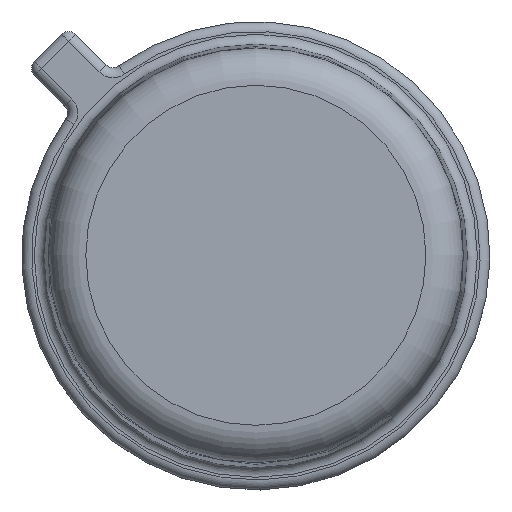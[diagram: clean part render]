
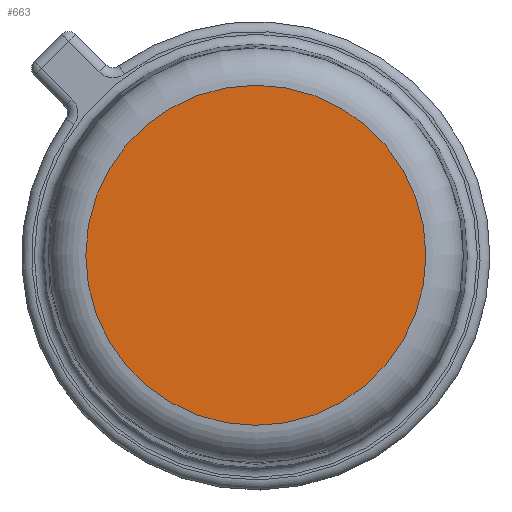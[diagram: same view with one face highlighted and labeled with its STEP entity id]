
A CAD part, top view. The second image highlights one B-rep face of the part: STEP entity #663.
In plain terms, the highlighted planar face has unit normal (0, 0, 1).
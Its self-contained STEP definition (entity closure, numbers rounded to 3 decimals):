
#196=CARTESIAN_POINT('',(0.,3.413,16.6));
#197=VERTEX_POINT('',#196);
#198=CARTESIAN_POINT('',(0.,0.,16.6));
#199=DIRECTION('',(0.0,0.0,1.0));
#200=DIRECTION('',(0.0,1.0,0.0));
#201=AXIS2_PLACEMENT_3D('',#198,#199,#200);
#202=CIRCLE('',#201,3.413);
#203=EDGE_CURVE('',#197,#197,#202,.T.);
#655=CARTESIAN_POINT('',(0.,0.,16.6));
#656=DIRECTION('',(0.0,0.0,1.0));
#657=DIRECTION('',(0.0,1.0,0.0));
#658=AXIS2_PLACEMENT_3D('',#655,#656,#657);
#659=PLANE('',#658);
#660=ORIENTED_EDGE('',*,*,#203,.T.);
#661=EDGE_LOOP('',(#660));
#662=FACE_OUTER_BOUND('',#661,.T.);
#663=ADVANCED_FACE('',(#662),#659,.T.);
